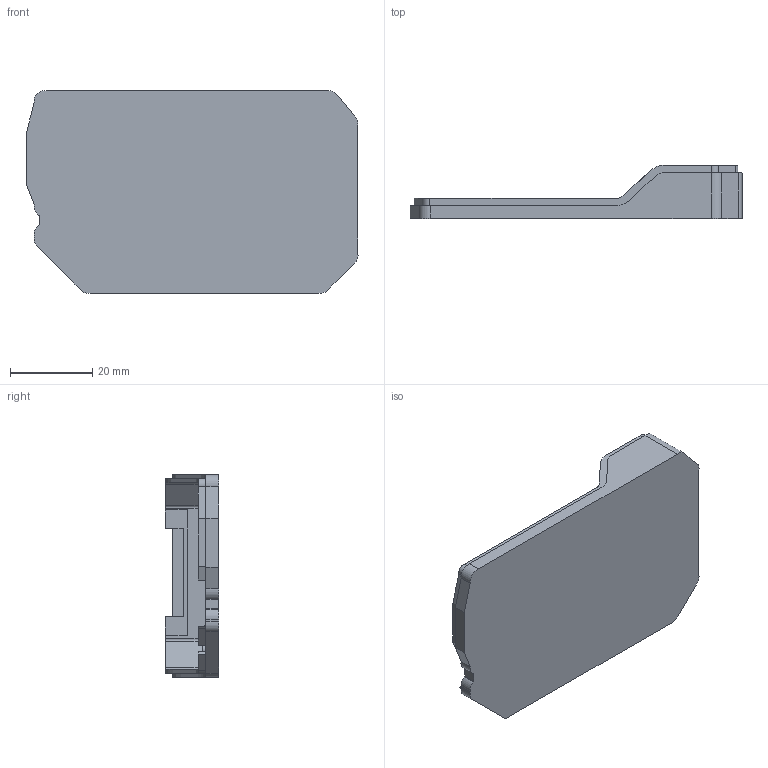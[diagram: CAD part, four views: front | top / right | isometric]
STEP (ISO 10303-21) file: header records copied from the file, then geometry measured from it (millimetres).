
FILE_DESCRIPTION(/* description */ (''),/* implementation_level */ '2;1');
FILE_NAME(/* name */ 'case_top.step',/* time_stamp */ '2024-08-30T13:11:54+10:00',/* author */ (''),/* organization */ (''),/* preprocessor_version */ 'ST-DEVELOPER v20',/* originating_system */ 'Autodesk Translation Framework v13.14.0.145',/* authorisation */ '');
FILE_SCHEMA (('AUTOMOTIVE_DESIGN { 1 0 10303 214 3 1 1 }'));
Length unit declared in the file: millimetre
Products named in the file (1): Omega2_Pro_case
Bounding box: 80.57 x 12.87 x 49.21 mm (x, y, z)
Volume: 9965 mm3; surface area: 10965 mm2
Topology: 1 solids, 1 shells, 121 faces, 346 edges, 230 vertices
Faces by surface type: plane 81, cylinder 36, bspline 4
Full cylindrical faces by diameter (mm): 2.8 x1, 2.805 x1, 2.81 x1
Entity records: 4148 total; most frequent: CARTESIAN_POINT 912, ORIENTED_EDGE 692, DIRECTION 645, EDGE_CURVE 346, LINE 263, VECTOR 263, VERTEX_POINT 230, AXIS2_PLACEMENT_3D 191
